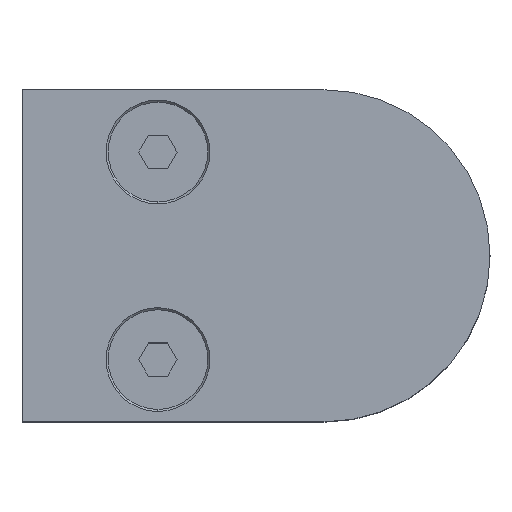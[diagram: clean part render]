
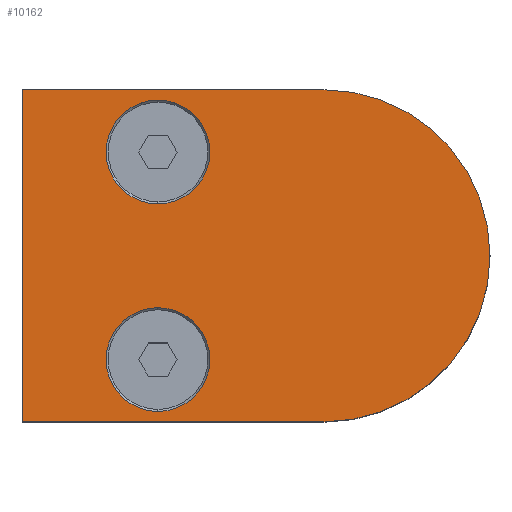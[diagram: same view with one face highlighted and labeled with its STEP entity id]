
A CAD part, top view. The second image highlights one B-rep face of the part: STEP entity #10162.
In plain terms, the highlighted planar face has unit normal (0, 0, 1).
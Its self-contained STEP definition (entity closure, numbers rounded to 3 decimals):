
#38 = DIRECTION ( 'NONE',  ( 0., 0., 1. ) ) ;
#362 = EDGE_LOOP ( 'NONE', ( #12238, #14025, #5317, #2669, #9721 ) ) ;
#592 = CARTESIAN_POINT ( 'NONE',  ( 46.85, 0., 13.2 ) ) ;
#651 = AXIS2_PLACEMENT_3D ( 'NONE', #7017, #38, #14077 ) ;
#1040 = LINE ( 'NONE', #9296, #8658 ) ;
#1120 = VERTEX_POINT ( 'NONE', #13755 ) ;
#1172 = DIRECTION ( 'NONE',  ( 1., 0., 0. ) ) ;
#1345 = CARTESIAN_POINT ( 'NONE',  ( 26.85, 6.25, 13.2 ) ) ;
#2496 = VERTEX_POINT ( 'NONE', #17881 ) ;
#2669 = ORIENTED_EDGE ( 'NONE', *, *, #9045, .F. ) ;
#2865 = VERTEX_POINT ( 'NONE', #1345 ) ;
#2997 = AXIS2_PLACEMENT_3D ( 'NONE', #12485, #13603, #3886 ) ;
#3319 = CIRCLE ( 'NONE', #4478, 6.25 ) ;
#3417 = LINE ( 'NONE', #11941, #12623 ) ;
#3435 = DIRECTION ( 'NONE',  ( 0., -1., 0. ) ) ;
#3518 = DIRECTION ( 'NONE',  ( 0., -1., 0. ) ) ;
#3568 = DIRECTION ( 'NONE',  ( 0., 1., 0. ) ) ;
#3837 = ORIENTED_EDGE ( 'NONE', *, *, #7363, .F. ) ;
#3886 = DIRECTION ( 'NONE',  ( -1., 0., 0. ) ) ;
#3893 = AXIS2_PLACEMENT_3D ( 'NONE', #4536, #15722, #3435 ) ;
#4125 = VERTEX_POINT ( 'NONE', #8233 ) ;
#4478 = AXIS2_PLACEMENT_3D ( 'NONE', #13284, #4579, #3568 ) ;
#4536 = CARTESIAN_POINT ( 'NONE',  ( 26.85, -12.5, 13.2 ) ) ;
#4579 = DIRECTION ( 'NONE',  ( 0., 0., -1. ) ) ;
#5317 = ORIENTED_EDGE ( 'NONE', *, *, #9683, .F. ) ;
#5970 = CARTESIAN_POINT ( 'NONE',  ( 26.85, 12.5, 13.2 ) ) ;
#6283 = CARTESIAN_POINT ( 'NONE',  ( 10.473, -20., 13.2 ) ) ;
#6399 = EDGE_CURVE ( 'NONE', #13894, #2496, #9732, .T. ) ;
#6597 = DIRECTION ( 'NONE',  ( -1., 0., 0. ) ) ;
#6979 = EDGE_CURVE ( 'NONE', #1120, #9126, #15582, .T. ) ;
#7017 = CARTESIAN_POINT ( 'NONE',  ( 26.85, -12.5, 13.2 ) ) ;
#7281 = VERTEX_POINT ( 'NONE', #16384 ) ;
#7363 = EDGE_CURVE ( 'NONE', #2496, #13894, #10624, .T. ) ;
#7424 = DIRECTION ( 'NONE',  ( 0., 1., 0. ) ) ;
#7822 = CARTESIAN_POINT ( 'NONE',  ( 10.473, 20., 13.2 ) ) ;
#8070 = EDGE_CURVE ( 'NONE', #16685, #9126, #12263, .T. ) ;
#8129 = EDGE_LOOP ( 'NONE', ( #11952, #11729 ) ) ;
#8233 = CARTESIAN_POINT ( 'NONE',  ( 26.85, 18.75, 13.2 ) ) ;
#8333 = CARTESIAN_POINT ( 'NONE',  ( 46.85, -20., 13.2 ) ) ;
#8651 = ORIENTED_EDGE ( 'NONE', *, *, #6399, .F. ) ;
#8658 = VECTOR ( 'NONE', #3518, 1000. ) ;
#8802 = DIRECTION ( 'NONE',  ( 0., 0., -1. ) ) ;
#8849 = AXIS2_PLACEMENT_3D ( 'NONE', #592, #14821, #14908 ) ;
#9045 = EDGE_CURVE ( 'NONE', #15773, #7281, #3417, .T. ) ;
#9094 = DIRECTION ( 'NONE',  ( 1., 0., 0. ) ) ;
#9126 = VERTEX_POINT ( 'NONE', #8333 ) ;
#9295 = EDGE_LOOP ( 'NONE', ( #8651, #3837 ) ) ;
#9296 = CARTESIAN_POINT ( 'NONE',  ( 10.473, 20., 13.2 ) ) ;
#9527 = CARTESIAN_POINT ( 'NONE',  ( 10.72, -20., 13.2 ) ) ;
#9564 = FACE_BOUND ( 'NONE', #8129, .T. ) ;
#9683 = EDGE_CURVE ( 'NONE', #7281, #1120, #15580, .T. ) ;
#9721 = ORIENTED_EDGE ( 'NONE', *, *, #15741, .T. ) ;
#9732 = CIRCLE ( 'NONE', #3893, 6.25 ) ;
#9850 = CIRCLE ( 'NONE', #13052, 6.25 ) ;
#10020 = AXIS2_PLACEMENT_3D ( 'NONE', #11161, #12530, #6597 ) ;
#10162 = ADVANCED_FACE ( 'NONE', ( #16273, #9564, #10767 ), #11035, .F. ) ;
#10624 = CIRCLE ( 'NONE', #651, 6.25 ) ;
#10765 = CARTESIAN_POINT ( 'NONE',  ( 26.85, -18.75, 13.2 ) ) ;
#10767 = FACE_OUTER_BOUND ( 'NONE', #362, .T. ) ;
#11035 = PLANE ( 'NONE',  #2997 ) ;
#11161 = CARTESIAN_POINT ( 'NONE',  ( 46.85, 0., 13.2 ) ) ;
#11580 = EDGE_CURVE ( 'NONE', #2865, #4125, #3319, .T. ) ;
#11729 = ORIENTED_EDGE ( 'NONE', *, *, #11580, .T. ) ;
#11941 = CARTESIAN_POINT ( 'NONE',  ( 10.72, 20., 13.2 ) ) ;
#11952 = ORIENTED_EDGE ( 'NONE', *, *, #15948, .T. ) ;
#12238 = ORIENTED_EDGE ( 'NONE', *, *, #8070, .T. ) ;
#12263 = LINE ( 'NONE', #9527, #14965 ) ;
#12485 = CARTESIAN_POINT ( 'NONE',  ( 10.72, 20., 13.2 ) ) ;
#12530 = DIRECTION ( 'NONE',  ( 0., 0., -1. ) ) ;
#12623 = VECTOR ( 'NONE', #9094, 1000. ) ;
#13052 = AXIS2_PLACEMENT_3D ( 'NONE', #5970, #8802, #7424 ) ;
#13284 = CARTESIAN_POINT ( 'NONE',  ( 26.85, 12.5, 13.2 ) ) ;
#13603 = DIRECTION ( 'NONE',  ( 0., 0., -1. ) ) ;
#13755 = CARTESIAN_POINT ( 'NONE',  ( 66.85, 0., 13.2 ) ) ;
#13894 = VERTEX_POINT ( 'NONE', #10765 ) ;
#14025 = ORIENTED_EDGE ( 'NONE', *, *, #6979, .F. ) ;
#14077 = DIRECTION ( 'NONE',  ( 0., -1., 0. ) ) ;
#14821 = DIRECTION ( 'NONE',  ( 0., 0., -1. ) ) ;
#14908 = DIRECTION ( 'NONE',  ( -1., 0., 0. ) ) ;
#14965 = VECTOR ( 'NONE', #1172, 1000. ) ;
#15580 = CIRCLE ( 'NONE', #8849, 20. ) ;
#15582 = CIRCLE ( 'NONE', #10020, 20. ) ;
#15722 = DIRECTION ( 'NONE',  ( 0., 0., 1. ) ) ;
#15741 = EDGE_CURVE ( 'NONE', #15773, #16685, #1040, .T. ) ;
#15773 = VERTEX_POINT ( 'NONE', #7822 ) ;
#15948 = EDGE_CURVE ( 'NONE', #4125, #2865, #9850, .T. ) ;
#16273 = FACE_BOUND ( 'NONE', #9295, .T. ) ;
#16384 = CARTESIAN_POINT ( 'NONE',  ( 46.85, 20., 13.2 ) ) ;
#16685 = VERTEX_POINT ( 'NONE', #6283 ) ;
#17881 = CARTESIAN_POINT ( 'NONE',  ( 26.85, -6.25, 13.2 ) ) ;
